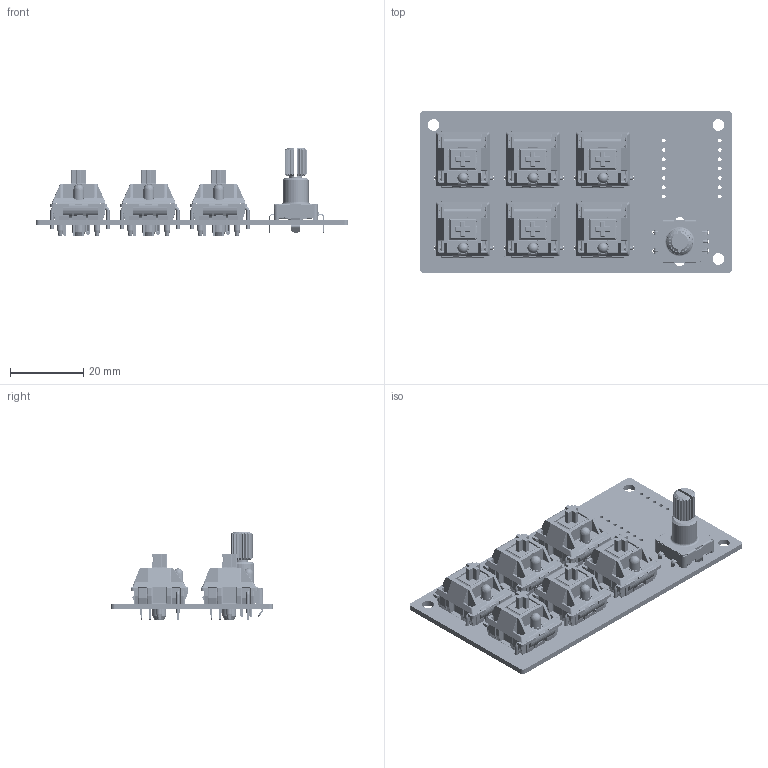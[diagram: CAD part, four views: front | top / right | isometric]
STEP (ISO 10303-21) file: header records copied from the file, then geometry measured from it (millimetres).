
FILE_DESCRIPTION(('KiCad electronic assembly'),'2;1');
FILE_NAME('hackpad.step','2026-02-20T16:49:40',('Pcbnew'),('Kicad'), 'Open CASCADE STEP processor 7.9','KiCad to STEP converter','Unknown' );
FILE_SCHEMA(('AUTOMOTIVE_DESIGN { 1 0 10303 214 1 1 1 1 }'));
Length unit declared in the file: millimetre
Products named in the file (12): hackpad 1; Cherry MX; Bottom; Pulsador; Top; Pieza5^Cherry MX; Pin1; Pin2; Led 3mm_trans; D_DO-27_P15.24mm_Horizontal; EC11 Rotary Encoder Dode Switch-15mm; hackpad_PCB
Assembly tree (21 placements, depth 3):
  hackpad 1
    Cherry MX  x6
      Bottom
      Pulsador
      Top
      Pieza5^Cherry MX
      Pin1
      Pin2
      Led 3mm_trans
    D_DO-27_P15.24mm_Horizontal  x6
    EC11 Rotary Encoder Dode Switch-15mm
    hackpad_PCB
Bounding box: 85 x 44 x 24 mm (x, y, z)
Volume: 14701 mm3; surface area: 28246.7 mm2
Topology: 56 solids, 56 shells, 9184 faces, 22502 edges, 12793 vertices
Faces by surface type: cylinder 3749, plane 3279, torus 926, sphere 834, bspline 308, cone 64, revolution 24
Full cylindrical faces by diameter (mm): 0.9 x24, 1 x23, 1.2 x12, 1.5 x12, 1.7 x12, 3.2 x3, 4 x6, 5.33 x12, 5.35 x6
Entity records: 69168 total; most frequent: CARTESIAN_POINT 15337, DIRECTION 10530, ORIENTED_EDGE 10358, EDGE_CURVE 5179, AXIS2_PLACEMENT_3D 3699, VERTEX_POINT 3143, LINE 3128, VECTOR 3128
